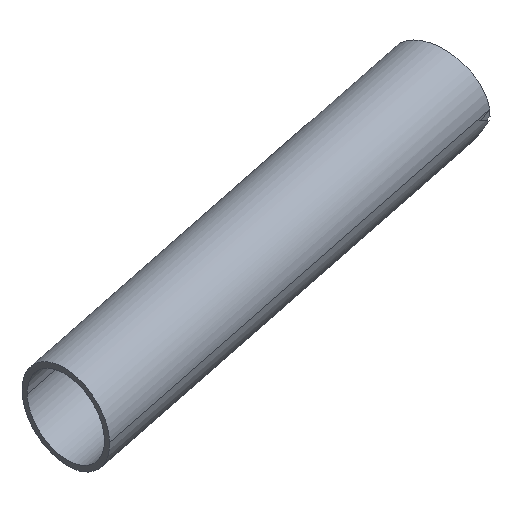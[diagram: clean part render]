
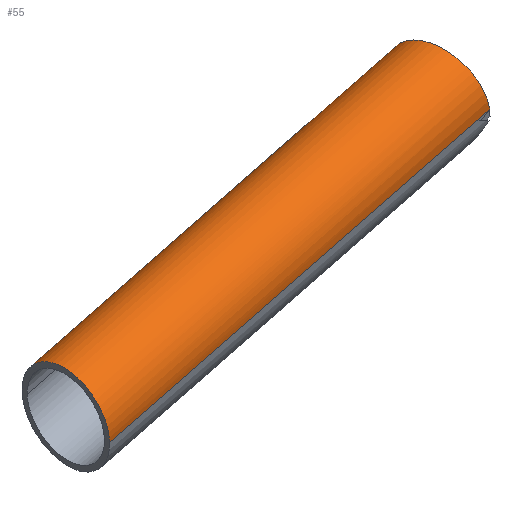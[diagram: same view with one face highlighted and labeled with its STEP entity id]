
A CAD part, isometric view. The second image highlights one B-rep face of the part: STEP entity #55.
In plain terms, the highlighted cylindrical face has radius 12.5 mm (diameter 25 mm), a partial arc.
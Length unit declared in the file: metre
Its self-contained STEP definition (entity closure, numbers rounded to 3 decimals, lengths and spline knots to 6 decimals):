
#55=ADVANCED_FACE('',(#133),#134,.T.);
#73=EDGE_CURVE('',#161,#162,#163,.T.);
#75=EDGE_CURVE('',#162,#165,#166,.T.);
#77=EDGE_CURVE('0:834',#165,#168,#169,.T.);
#79=EDGE_CURVE('',#171,#172,#173,.T.);
#133=FACE_OUTER_BOUND('',#230,.T.);
#134=CYLINDRICAL_SURFACE('',#231,0.0125);
#161=VERTEX_POINT('',#259);
#162=VERTEX_POINT('',#260);
#163=B_SPLINE_CURVE_WITH_KNOTS('',3,(#261,#262,#263,#264,#265,#266,#267,#268,#269,#270,#271),.UNSPECIFIED.,.F.,.F.,(4,1,1,1,1,1,1,1,4),(0.0,0.125,0.25,0.375,0.5,0.625,0.75,0.875,1.0),.UNSPECIFIED.);
#165=VERTEX_POINT('',#274);
#166=B_SPLINE_CURVE_WITH_KNOTS('',3,(#275,#276,#277,#278,#279,#280,#281,#282,#283,#284,#285),.UNSPECIFIED.,.F.,.F.,(4,1,1,1,1,1,1,1,4),(0.0,0.125,0.25,0.375,0.5,0.625,0.75,0.875,1.0),.UNSPECIFIED.);
#168=VERTEX_POINT('',#288);
#169=B_SPLINE_CURVE_WITH_KNOTS('',5,(#289,#290,#291,#292,#293,#294,#295,#296,#297,#298,#299,#300,#301,#302,#303,#304,#305,#306,#307,#308,#309,#310,#311,#312,#313,#314,#315,#316,#317,#318,#319,#320,#321,#322,#323,#324,#325,#326,#327,#328,#329,#330,#331,#332,#333,#334,#335,#336,#337,#338,#339,#340,#341,#342,#343),.UNSPECIFIED.,.F.,.F.,(6,3,3,3,5,3,3,5,3,3,3,3,3,3,3,3,6),(0.0,1.865845,2.798768,3.73169,6.716436,14.46259,19.990554,22.208744,29.718618,36.610484,41.330852,46.05122,60.166419,61.591591,63.016763,64.441934,65.867106),.UNSPECIFIED.);
#171=VERTEX_POINT('',#346);
#172=VERTEX_POINT('',#347);
#173=B_SPLINE_CURVE_WITH_KNOTS('',3,(#348,#349,#350,#351,#352,#353,#354,#355,#356,#357,#358,#359,#360,#361,#362,#363,#364,#365,#366,#367,#368,#369,#370,#371,#372),.UNSPECIFIED.,.F.,.F.,(4,3,3,3,3,3,3,3,4),(0.0,7.024137,14.219697,21.674393,29.229063,36.474051,43.469222,50.241996,56.193093),.UNSPECIFIED.);
#230=EDGE_LOOP('',(#807,#808,#809,#810,#811,#812));
#231=AXIS2_PLACEMENT_3D('',#813,#814,#815);
#259=CARTESIAN_POINT('',(-0.354392,-0.250318,0.215));
#260=CARTESIAN_POINT('',(-0.354414,-0.250322,0.215131));
#261=CARTESIAN_POINT('',(-0.354065,-0.250064,0.212867));
#262=CARTESIAN_POINT('',(-0.354281,-0.250385,0.21443));
#263=CARTESIAN_POINT('',(-0.354834,-0.250437,0.217659));
#264=CARTESIAN_POINT('',(-0.355913,-0.248727,0.222141));
#265=CARTESIAN_POINT('',(-0.357091,-0.245445,0.225611));
#266=CARTESIAN_POINT('',(-0.358195,-0.241051,0.227537));
#267=CARTESIAN_POINT('',(-0.359056,-0.236204,0.227612));
#268=CARTESIAN_POINT('',(-0.359545,-0.231641,0.225836));
#269=CARTESIAN_POINT('',(-0.359597,-0.228028,0.222499));
#270=CARTESIAN_POINT('',(-0.359339,-0.226586,0.219568));
#271=CARTESIAN_POINT('',(-0.359147,-0.226154,0.21803));
#274=CARTESIAN_POINT('',(-0.359147,-0.226154,0.21803));
#275=CARTESIAN_POINT('',(-0.354065,-0.250064,0.212867));
#276=CARTESIAN_POINT('',(-0.354281,-0.250385,0.21443));
#277=CARTESIAN_POINT('',(-0.354834,-0.250437,0.217659));
#278=CARTESIAN_POINT('',(-0.355913,-0.248727,0.222141));
#279=CARTESIAN_POINT('',(-0.357091,-0.245445,0.225611));
#280=CARTESIAN_POINT('',(-0.358195,-0.241051,0.227537));
#281=CARTESIAN_POINT('',(-0.359056,-0.236204,0.227612));
#282=CARTESIAN_POINT('',(-0.359545,-0.231641,0.225836));
#283=CARTESIAN_POINT('',(-0.359597,-0.228028,0.222499));
#284=CARTESIAN_POINT('',(-0.359339,-0.226586,0.219568));
#285=CARTESIAN_POINT('',(-0.359147,-0.226154,0.21803));
#288=CARTESIAN_POINT('',(-0.361703,-0.226299,0.215));
#289=CARTESIAN_POINT('',(-0.359147,-0.226154,0.21803));
#290=CARTESIAN_POINT('',(-0.359314,-0.226141,0.217844));
#291=CARTESIAN_POINT('',(-0.359458,-0.226133,0.217681));
#292=CARTESIAN_POINT('',(-0.359556,-0.226129,0.21757));
#293=CARTESIAN_POINT('',(-0.359676,-0.226125,0.217433));
#294=CARTESIAN_POINT('',(-0.359811,-0.226123,0.217277));
#295=CARTESIAN_POINT('',(-0.359861,-0.226123,0.21722));
#296=CARTESIAN_POINT('',(-0.359975,-0.226122,0.217088));
#297=CARTESIAN_POINT('',(-0.360119,-0.226124,0.216921));
#298=CARTESIAN_POINT('',(-0.360199,-0.226126,0.216827));
#299=CARTESIAN_POINT('',(-0.360558,-0.226139,0.216406));
#300=CARTESIAN_POINT('',(-0.360912,-0.226169,0.215981));
#301=CARTESIAN_POINT('',(-0.361179,-0.226202,0.215655));
#302=CARTESIAN_POINT('',(-0.361443,-0.226245,0.215328));
#303=CARTESIAN_POINT('',(-0.361703,-0.226299,0.215));
#304=CARTESIAN_POINT('',(-0.362378,-0.226438,0.214149));
#305=CARTESIAN_POINT('',(-0.363029,-0.226646,0.213289));
#306=CARTESIAN_POINT('',(-0.363653,-0.226925,0.212427));
#307=CARTESIAN_POINT('',(-0.364661,-0.227529,0.210953));
#308=CARTESIAN_POINT('',(-0.365544,-0.228356,0.209511));
#309=CARTESIAN_POINT('',(-0.365887,-0.22874,0.208919));
#310=CARTESIAN_POINT('',(-0.366327,-0.229334,0.208107));
#311=CARTESIAN_POINT('',(-0.366703,-0.230007,0.207329));
#312=CARTESIAN_POINT('',(-0.366806,-0.230207,0.207109));
#313=CARTESIAN_POINT('',(-0.366902,-0.230413,0.206892));
#314=CARTESIAN_POINT('',(-0.366992,-0.230625,0.20668));
#315=CARTESIAN_POINT('',(-0.367298,-0.231343,0.20596));
#316=CARTESIAN_POINT('',(-0.367534,-0.232135,0.205283));
#317=CARTESIAN_POINT('',(-0.367689,-0.232998,0.204664));
#318=CARTESIAN_POINT('',(-0.367804,-0.23477,0.203629));
#319=CARTESIAN_POINT('',(-0.367554,-0.236687,0.202941));
#320=CARTESIAN_POINT('',(-0.367348,-0.23762,0.202704));
#321=CARTESIAN_POINT('',(-0.366864,-0.239184,0.202467));
#322=CARTESIAN_POINT('',(-0.366181,-0.240683,0.202493));
#323=CARTESIAN_POINT('',(-0.365873,-0.241277,0.202546));
#324=CARTESIAN_POINT('',(-0.365208,-0.242425,0.202731));
#325=CARTESIAN_POINT('',(-0.364456,-0.243484,0.203061));
#326=CARTESIAN_POINT('',(-0.364062,-0.243989,0.203259));
#327=CARTESIAN_POINT('',(-0.362435,-0.245899,0.204167));
#328=CARTESIAN_POINT('',(-0.36062,-0.247393,0.205505));
#329=CARTESIAN_POINT('',(-0.359221,-0.248273,0.206674));
#330=CARTESIAN_POINT('',(-0.357679,-0.248991,0.208091));
#331=CARTESIAN_POINT('',(-0.356162,-0.24944,0.209616));
#332=CARTESIAN_POINT('',(-0.35603,-0.249477,0.20975));
#333=CARTESIAN_POINT('',(-0.355782,-0.249542,0.210003));
#334=CARTESIAN_POINT('',(-0.355565,-0.249594,0.210228));
#335=CARTESIAN_POINT('',(-0.355464,-0.249617,0.210334));
#336=CARTESIAN_POINT('',(-0.355267,-0.24966,0.21054));
#337=CARTESIAN_POINT('',(-0.355071,-0.249698,0.210747));
#338=CARTESIAN_POINT('',(-0.35497,-0.249716,0.210854));
#339=CARTESIAN_POINT('',(-0.354756,-0.249753,0.211084));
#340=CARTESIAN_POINT('',(-0.354513,-0.249787,0.211347));
#341=CARTESIAN_POINT('',(-0.354383,-0.249804,0.211488));
#342=CARTESIAN_POINT('',(-0.354248,-0.249819,0.211637));
#343=CARTESIAN_POINT('',(-0.354113,-0.249832,0.211786));
#346=CARTESIAN_POINT('',(-0.492541,-0.253214,0.215));
#347=CARTESIAN_POINT('',(-0.492781,-0.278786,0.215));
#348=CARTESIAN_POINT('',(-0.492541,-0.253214,0.215));
#349=CARTESIAN_POINT('',(-0.492601,-0.253226,0.216654));
#350=CARTESIAN_POINT('',(-0.492664,-0.253579,0.218305));
#351=CARTESIAN_POINT('',(-0.492725,-0.254239,0.219822));
#352=CARTESIAN_POINT('',(-0.492787,-0.254915,0.221376));
#353=CARTESIAN_POINT('',(-0.492847,-0.255912,0.222789));
#354=CARTESIAN_POINT('',(-0.4929,-0.257144,0.223954));
#355=CARTESIAN_POINT('',(-0.492956,-0.25842,0.22516));
#356=CARTESIAN_POINT('',(-0.493004,-0.259947,0.226101));
#357=CARTESIAN_POINT('',(-0.493041,-0.261596,0.226704));
#358=CARTESIAN_POINT('',(-0.493079,-0.263269,0.227315));
#359=CARTESIAN_POINT('',(-0.493105,-0.265066,0.227581));
#360=CARTESIAN_POINT('',(-0.493118,-0.266844,0.227478));
#361=CARTESIAN_POINT('',(-0.49313,-0.268549,0.22738));
#362=CARTESIAN_POINT('',(-0.49313,-0.270234,0.226944));
#363=CARTESIAN_POINT('',(-0.493118,-0.27177,0.226196));
#364=CARTESIAN_POINT('',(-0.493106,-0.273252,0.225474));
#365=CARTESIAN_POINT('',(-0.493082,-0.274593,0.224461));
#366=CARTESIAN_POINT('',(-0.493048,-0.275687,0.223228));
#367=CARTESIAN_POINT('',(-0.493015,-0.276746,0.222034));
#368=CARTESIAN_POINT('',(-0.492972,-0.277572,0.220634));
#369=CARTESIAN_POINT('',(-0.492923,-0.2781,0.219128));
#370=CARTESIAN_POINT('',(-0.492879,-0.278563,0.217805));
#371=CARTESIAN_POINT('',(-0.492831,-0.278797,0.216402));
#372=CARTESIAN_POINT('',(-0.492781,-0.278786,0.215));
#807=ORIENTED_EDGE('',*,*,#898,.F.);
#808=ORIENTED_EDGE('',*,*,#73,.T.);
#809=ORIENTED_EDGE('',*,*,#75,.T.);
#810=ORIENTED_EDGE('',*,*,#77,.T.);
#811=ORIENTED_EDGE('',*,*,#899,.F.);
#812=ORIENTED_EDGE('',*,*,#79,.T.);
#813=CARTESIAN_POINT('',(-0.424604,-0.252,0.215));
#814=DIRECTION('',(0.979,0.201,0.0));
#815=DIRECTION('',(0.201,-0.979,0.));
#898=EDGE_CURVE('',#161,#172,#914,.T.);
#899=EDGE_CURVE('',#171,#168,#915,.T.);
#914=LINE('',#930,#931);
#915=LINE('',#932,#933);
#930=CARTESIAN_POINT('',(-0.422085,-0.264244,0.215));
#931=VECTOR('',#951,1.0);
#932=CARTESIAN_POINT('',(-0.427123,-0.239756,0.215));
#933=VECTOR('',#952,1.0);
#951=DIRECTION('',(-0.979,-0.201,-0.0));
#952=DIRECTION('',(0.979,0.201,0.0));
